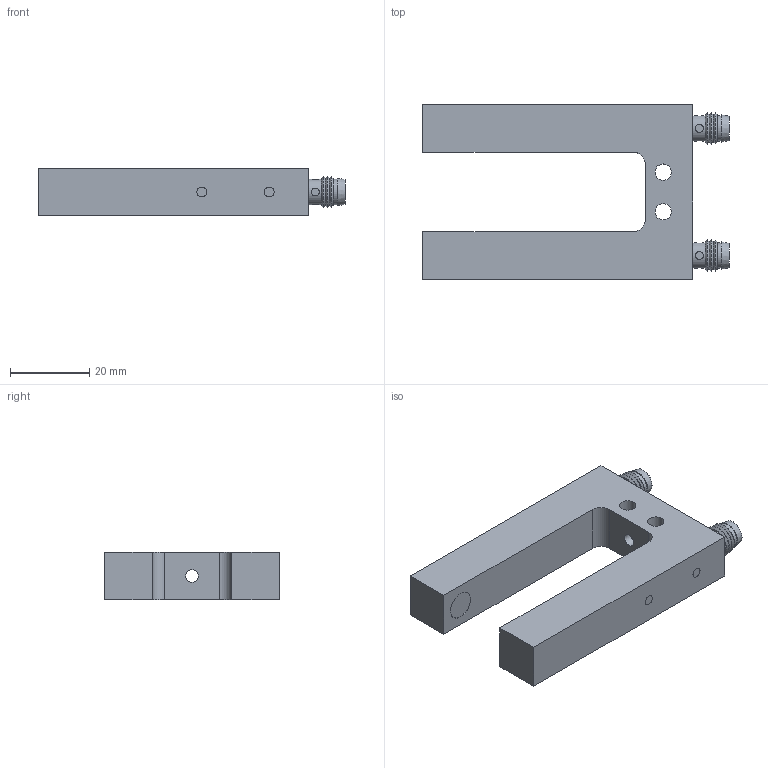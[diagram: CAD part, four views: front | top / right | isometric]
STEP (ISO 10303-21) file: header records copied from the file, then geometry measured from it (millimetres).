
FILE_DESCRIPTION(/* description */ (''),/* implementation_level */ '2;1');
FILE_NAME(/* name */ 'PGSI0197.stp',/* time_stamp */ '2016-10-11T09:12:51+02:00',/* author */ ('mitarbeiter'),/* organization */ (''),/* preprocessor_version */ 'ST-DEVELOPER v15.2',/* originating_system */ 'Autodesk Inventor 2014',/* authorisation */ '');
FILE_SCHEMA (('CONFIG_CONTROL_DESIGN','AUTOMOTIVE_DESIGN { 1 0 10303 214 3 1 1 }'));
Length unit declared in the file: millimetre
Products named in the file (1): PGSI0197
Bounding box: 77.1 x 44 x 12 mm (x, y, z)
Volume: 22481.6 mm3; surface area: 9013.2 mm2
Topology: 5 solids, 5 shells, 111 faces, 225 edges, 148 vertices
Faces by surface type: plane 48, cylinder 42, cone 14, sphere 7
Full cylindrical faces by diameter (mm): 1 x7, 2 x8, 2.5 x8, 3.2 x1, 4.1 x2, 5.8 x2, 6 x2, 6.4 x2, 6.5 x2, 6.9 x2, 7.1 x2, 7.15 x2
Entity records: 2774 total; most frequent: CARTESIAN_POINT 650, DIRECTION 438, ORIENTED_EDGE 272, EDGE_LOOP 208, AXIS2_PLACEMENT_3D 206, EDGE_CURVE 136, VERTEX_POINT 122, STYLED_ITEM 112
